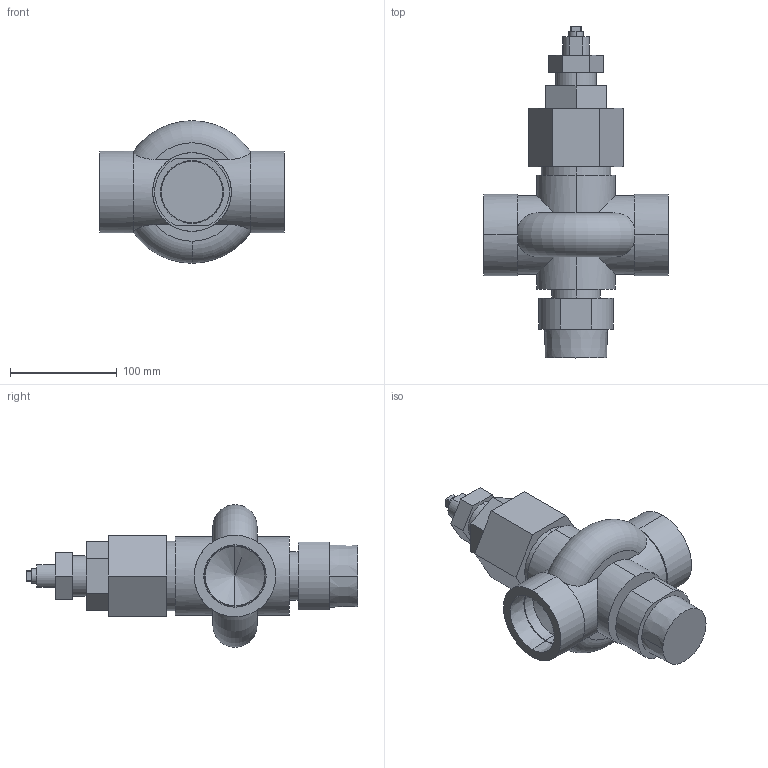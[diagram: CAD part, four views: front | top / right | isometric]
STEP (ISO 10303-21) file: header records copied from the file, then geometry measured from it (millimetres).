
FILE_DESCRIPTION (( 'STEP AP203' ), '1' );
FILE_NAME ('890700.STEP', '2017-06-08T12:50:43', ( '' ), ( '' ), 'SwSTEP 2.0', 'SolidWorks 2017', '' );
FILE_SCHEMA (( 'CONFIG_CONTROL_DESIGN' ));
Length unit declared in the file: inch
Products named in the file (1): 890700
Bounding box: 172.72 x 310.51 x 133.35 mm (x, y, z)
Volume: 1533335.9 mm3; surface area: 127500.3 mm2
Topology: 1 solids, 1 shells, 95 faces, 239 edges, 156 vertices
Faces by surface type: plane 54, cylinder 28, cone 10, torus 3
Entity records: 3119 total; most frequent: CARTESIAN_POINT 751, DIRECTION 482, ORIENTED_EDGE 470, EDGE_CURVE 235, AXIS2_PLACEMENT_3D 179, VERTEX_POINT 156, LINE 124, VECTOR 124
